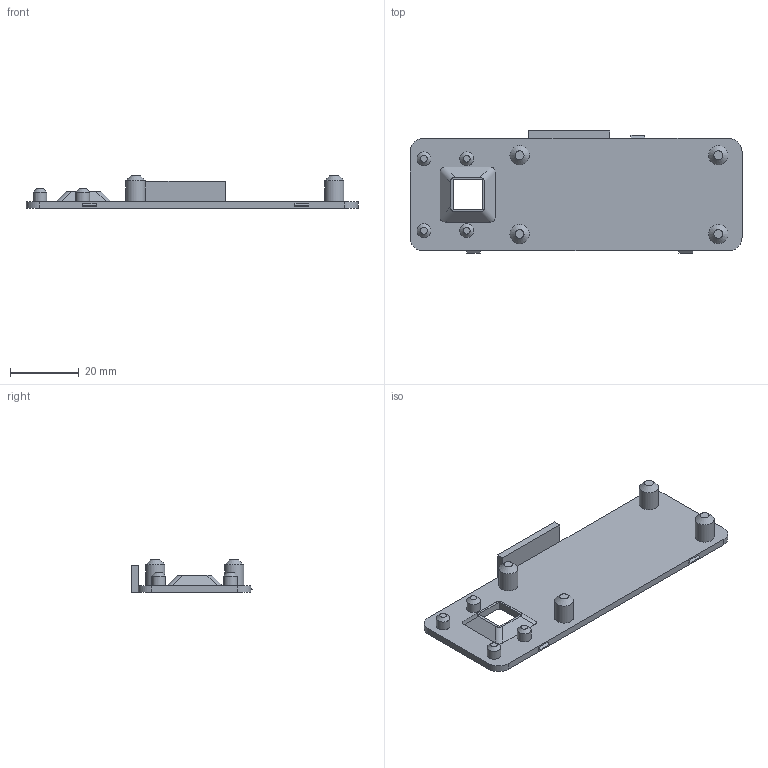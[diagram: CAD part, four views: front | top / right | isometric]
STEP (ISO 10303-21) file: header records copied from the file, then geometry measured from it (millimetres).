
FILE_DESCRIPTION(('HOOPS Exchange Step'),'2;1');
FILE_NAME('temp_export.step','2019-06-21T18:20:35+02:00',('mobile'),('Shapr3D Limited'),'HOOPS Exchange 2018.1','Shapr3D','Authorized');
FILE_SCHEMA( ('AP203_CONFIGURATION_CONTROLLED_3D_DESIGN_OF_MECHANICAL_PARTS_AND_ASSEMBLIES_MIM_LF') );
Length unit declared in the file: millimetre
Products named in the file (1): Imported 0
Bounding box: 96.9 x 35.6 x 9.6 mm (x, y, z)
Volume: 7556.5 mm3; surface area: 7970.2 mm2
Topology: 1 solids, 1 shells, 93 faces, 231 edges, 156 vertices
Faces by surface type: plane 65, cylinder 20, cone 8
Full cylindrical faces by diameter (mm): 4 x4, 5.6 x4
Entity records: 2941 total; most frequent: CARTESIAN_POINT 673, ORIENTED_EDGE 462, DIRECTION 447, EDGE_CURVE 231, VECTOR 163, LINE 163, VERTEX_POINT 156, AXIS2_PLACEMENT_3D 142
